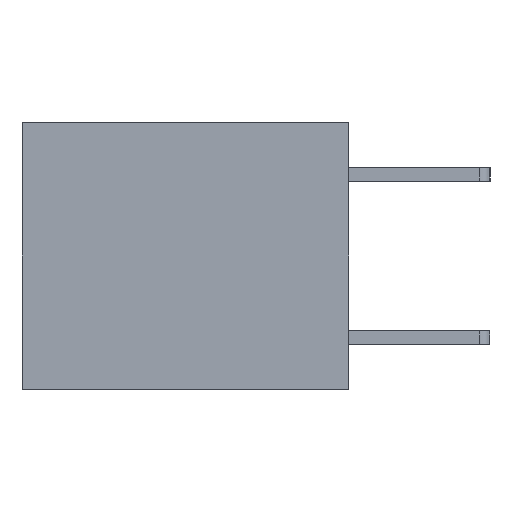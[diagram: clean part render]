
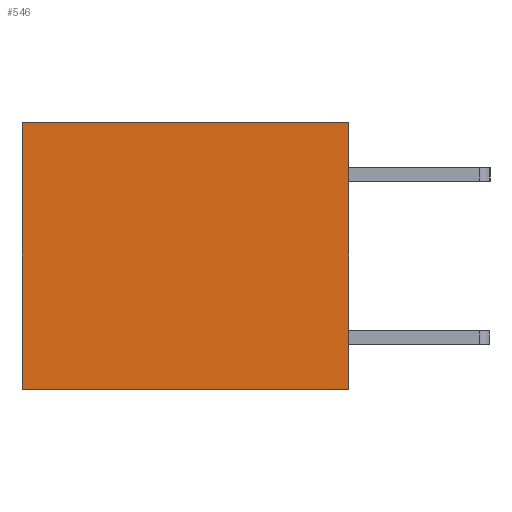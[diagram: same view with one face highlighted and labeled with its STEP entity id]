
A CAD part, left-side view. The second image highlights one B-rep face of the part: STEP entity #546.
In plain terms, the highlighted planar face has unit normal (-1, 0, 0).
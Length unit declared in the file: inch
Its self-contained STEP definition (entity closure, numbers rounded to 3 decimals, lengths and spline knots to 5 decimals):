
#180 = LINE ( 'NONE', #12297, #4942 ) ;
#468 = PLANE ( 'NONE',  #4647 ) ;
#546 = ADVANCED_FACE ( 'NONE', ( #6727 ), #468, .F. ) ;
#713 = CARTESIAN_POINT ( 'NONE',  ( 0.3165, 0.6, 0. ) ) ;
#1475 = DIRECTION ( 'NONE',  ( 0., 0., -1. ) ) ;
#2404 = CARTESIAN_POINT ( 'NONE',  ( 0.3165, 0., -0.49 ) ) ;
#2731 = VECTOR ( 'NONE', #9354, 39.37008 ) ;
#3455 = EDGE_CURVE ( 'NONE', #5755, #4359, #180, .T. ) ;
#3609 = ORIENTED_EDGE ( 'NONE', *, *, #10820, .T. ) ;
#3718 = CARTESIAN_POINT ( 'NONE',  ( 0.3165, 0.6, -0.49 ) ) ;
#4359 = VERTEX_POINT ( 'NONE', #5235 ) ;
#4647 = AXIS2_PLACEMENT_3D ( 'NONE', #2404, #8450, #1475 ) ;
#4741 = DIRECTION ( 'NONE',  ( 0., 0., -1. ) ) ;
#4825 = EDGE_LOOP ( 'NONE', ( #7619, #5678, #5887, #3609 ) ) ;
#4942 = VECTOR ( 'NONE', #8278, 39.37008 ) ;
#5235 = CARTESIAN_POINT ( 'NONE',  ( 0.3165, 0., -0.49 ) ) ;
#5330 = CARTESIAN_POINT ( 'NONE',  ( 0.3165, 0., 0. ) ) ;
#5678 = ORIENTED_EDGE ( 'NONE', *, *, #9519, .F. ) ;
#5755 = VERTEX_POINT ( 'NONE', #10522 ) ;
#5887 = ORIENTED_EDGE ( 'NONE', *, *, #3455, .F. ) ;
#6727 = FACE_OUTER_BOUND ( 'NONE', #4825, .T. ) ;
#7204 = LINE ( 'NONE', #5330, #8945 ) ;
#7245 = LINE ( 'NONE', #12188, #2731 ) ;
#7533 = VERTEX_POINT ( 'NONE', #10064 ) ;
#7619 = ORIENTED_EDGE ( 'NONE', *, *, #10722, .T. ) ;
#8278 = DIRECTION ( 'NONE',  ( 0., 0., -1. ) ) ;
#8450 = DIRECTION ( 'NONE',  ( 1., 0., 0. ) ) ;
#8945 = VECTOR ( 'NONE', #12292, 39.37008 ) ;
#9354 = DIRECTION ( 'NONE',  ( 0., 1., 0. ) ) ;
#9432 = VECTOR ( 'NONE', #4741, 39.37008 ) ;
#9519 = EDGE_CURVE ( 'NONE', #4359, #7533, #7245, .T. ) ;
#10064 = CARTESIAN_POINT ( 'NONE',  ( 0.3165, 0.6, -0.49 ) ) ;
#10522 = CARTESIAN_POINT ( 'NONE',  ( 0.3165, 0., 0. ) ) ;
#10550 = VERTEX_POINT ( 'NONE', #713 ) ;
#10722 = EDGE_CURVE ( 'NONE', #10550, #7533, #12022, .T. ) ;
#10820 = EDGE_CURVE ( 'NONE', #5755, #10550, #7204, .T. ) ;
#12022 = LINE ( 'NONE', #3718, #9432 ) ;
#12188 = CARTESIAN_POINT ( 'NONE',  ( 0.3165, 0., -0.49 ) ) ;
#12292 = DIRECTION ( 'NONE',  ( 0., 1., 0. ) ) ;
#12297 = CARTESIAN_POINT ( 'NONE',  ( 0.3165, 0., -0.49 ) ) ;
